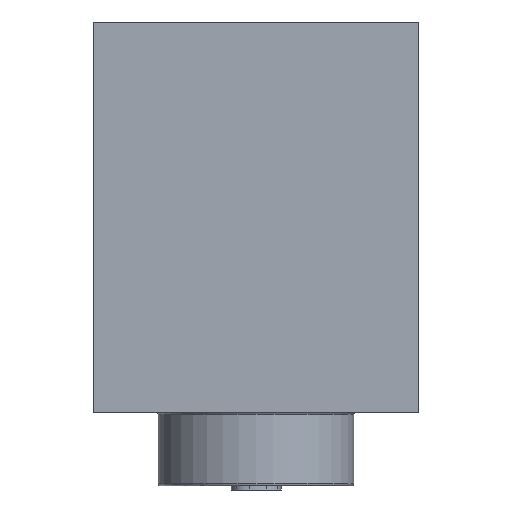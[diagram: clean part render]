
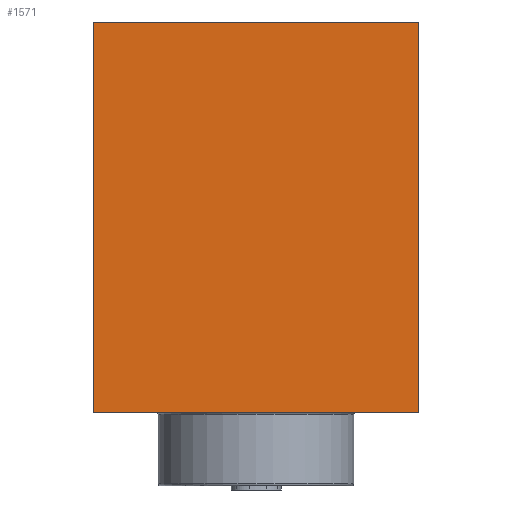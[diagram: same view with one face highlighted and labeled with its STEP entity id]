
A CAD part, left-side view. The second image highlights one B-rep face of the part: STEP entity #1571.
In plain terms, the highlighted planar face has unit normal (-1, 0, 0).
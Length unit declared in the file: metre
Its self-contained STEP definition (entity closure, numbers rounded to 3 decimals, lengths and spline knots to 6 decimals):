
#95=LINE('',#2239,#235);
#97=LINE('',#2243,#237);
#98=LINE('',#2245,#238);
#99=LINE('',#2247,#239);
#235=VECTOR('',#1800,1.);
#237=VECTOR('',#1804,1.);
#238=VECTOR('',#1805,1.);
#239=VECTOR('',#1806,1.);
#477=ORIENTED_EDGE('',*,*,#948,.T.);
#478=ORIENTED_EDGE('',*,*,#949,.F.);
#479=ORIENTED_EDGE('',*,*,#950,.F.);
#480=ORIENTED_EDGE('',*,*,#946,.T.);
#946=EDGE_CURVE('',#1182,#1181,#95,.T.);
#948=EDGE_CURVE('',#1181,#1183,#97,.T.);
#949=EDGE_CURVE('',#1184,#1183,#98,.T.);
#950=EDGE_CURVE('',#1182,#1184,#99,.T.);
#1181=VERTEX_POINT('',#2238);
#1182=VERTEX_POINT('',#2240);
#1183=VERTEX_POINT('',#2244);
#1184=VERTEX_POINT('',#2246);
#1313=EDGE_LOOP('',(#477,#478,#479,#480));
#1423=FACE_BOUND('',#1313,.T.);
#1529=PLANE('',#1681);
#1571=ADVANCED_FACE('',(#1423),#1529,.F.);
#1681=AXIS2_PLACEMENT_3D('',#2242,#1802,#1803);
#1800=DIRECTION('',(0.,0.,-1.));
#1802=DIRECTION('',(1.,0.,0.));
#1803=DIRECTION('',(0.,1.,0.));
#1804=DIRECTION('',(0.,-1.,0.));
#1805=DIRECTION('',(0.,0.,-1.));
#1806=DIRECTION('',(0.,-1.,0.));
#2238=CARTESIAN_POINT('',(-0.004,0.004,0.));
#2239=CARTESIAN_POINT('',(-0.004,0.004,0.0096));
#2240=CARTESIAN_POINT('',(-0.004,0.004,0.0096));
#2242=CARTESIAN_POINT('',(-0.004,0.,0.0096));
#2243=CARTESIAN_POINT('',(-0.004,0.,0.));
#2244=CARTESIAN_POINT('',(-0.004,-0.004,0.));
#2245=CARTESIAN_POINT('',(-0.004,-0.004,0.0096));
#2246=CARTESIAN_POINT('',(-0.004,-0.004,0.0096));
#2247=CARTESIAN_POINT('',(-0.004,0.,0.0096));
